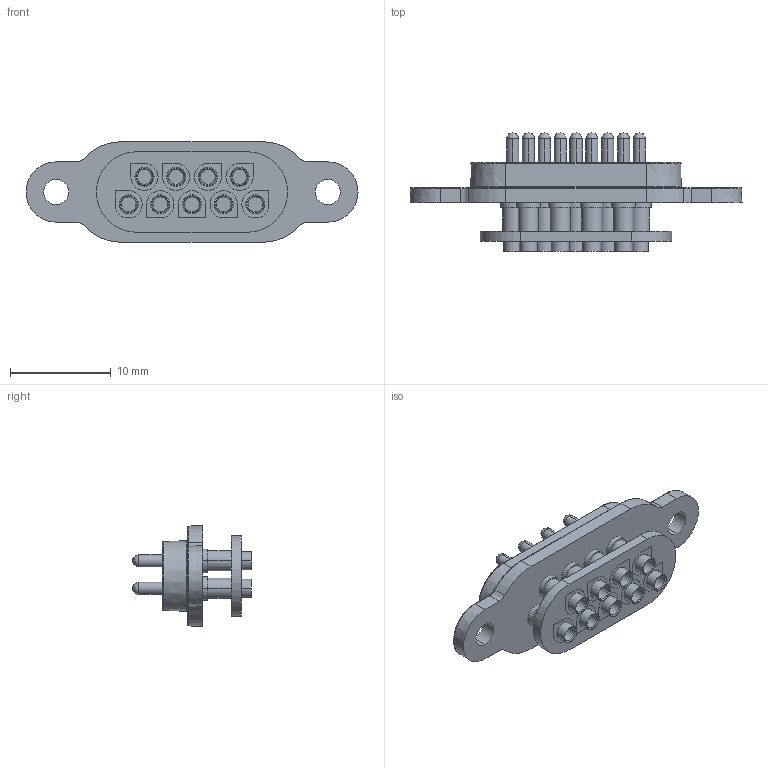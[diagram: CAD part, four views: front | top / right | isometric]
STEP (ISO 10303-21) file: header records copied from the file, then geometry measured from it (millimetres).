
FILE_DESCRIPTION (( 'STEP AP214' ), '1' );
FILE_NAME ('UEBK-30394.STEP', '2023-03-31T18:22:19', ( '' ), ( '' ), 'SwSTEP 2.0', 'SolidWorks 2022', '' );
FILE_SCHEMA (( 'AUTOMOTIVE_DESIGN' ));
Length unit declared in the file: millimetre
Products named in the file (1): UEBK-30394
Bounding box: 33 x 11.8 x 10 mm (x, y, z)
Volume: 925 mm3; surface area: 2121.3 mm2
Topology: 11 solids, 20 shells, 496 faces, 1044 edges, 634 vertices
Faces by surface type: cylinder 229, plane 124, cone 98, bspline 45
Entity records: 19399 total; most frequent: CARTESIAN_POINT 3012, DIRECTION 2454, ORIENTED_EDGE 2052, EDGE_CURVE 1026, AXIS2_PLACEMENT_3D 1020, VERTEX_POINT 634, EDGE_LOOP 600, CIRCLE 568
